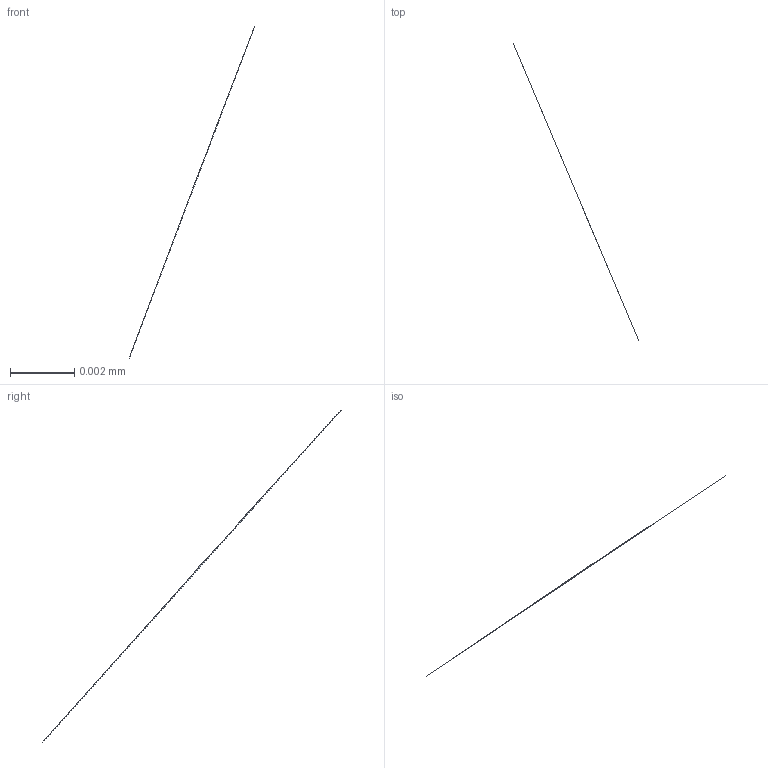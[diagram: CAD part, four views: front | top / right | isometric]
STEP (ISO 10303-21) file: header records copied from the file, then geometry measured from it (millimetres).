
FILE_DESCRIPTION(('FreeCAD Model'),'2;1');
FILE_NAME('./VORON-0/STLs/VORON0.0/Threaded_V6_Toolhead/[a]_Toolhead_Blower_Duct_Right_TV6_x1.step','2020-05-01T00:23:48',('FreeCAD'),('FreeCAD'), 'Open CASCADE STEP processor 7.3','FreeCAD','Unknown');
FILE_SCHEMA(('AUTOMOTIVE_DESIGN { 1 0 10303 214 1 1 1 1 }'));
Length unit declared in the file: millimetre
Products named in the file (1): Open CASCADE STEP translator 7.3 1
Bounding box: 0 x 0.01 x 0.01 mm (x, y, z)
Surface area: 0 mm2 (no closed solid volume)
Topology: 0 solids, 1 shells, 2 faces, 5 edges, 5 vertices
Faces by surface type: plane 2
Entity records: 79 total; most frequent: CARTESIAN_POINT 13, DIRECTION 11, ORIENTED_EDGE 10, EDGE_CURVE 5, VERTEX_POINT 5, LINE 5, VECTOR 5, AXIS2_PLACEMENT_3D 3
